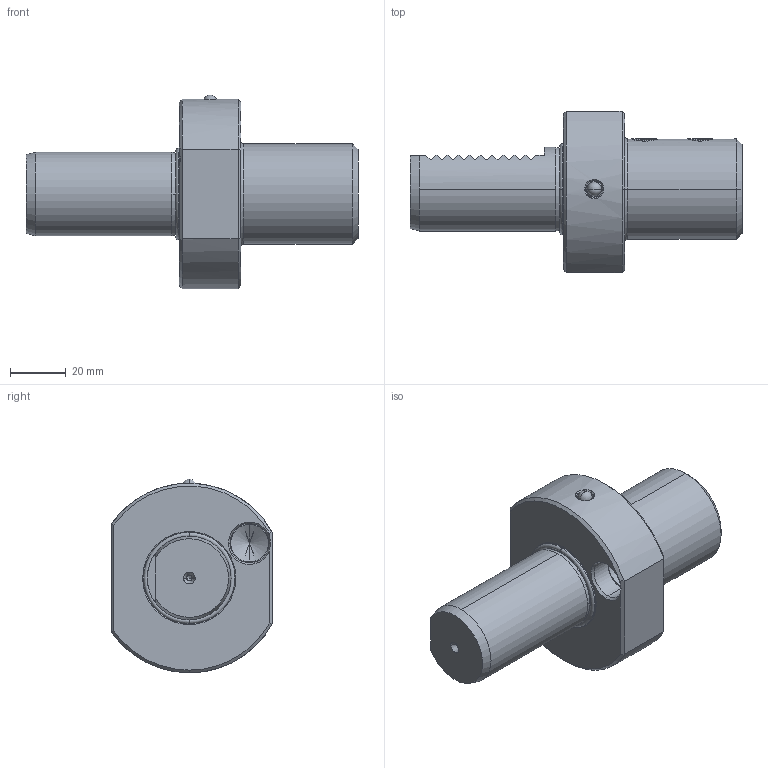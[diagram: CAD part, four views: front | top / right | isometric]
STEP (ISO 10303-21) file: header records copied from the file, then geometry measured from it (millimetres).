
FILE_DESCRIPTION (( 'STEP AP203' ), '1' );
FILE_NAME ('309.51.16.STEP', '2016-11-26T06:25:48', ( '' ), ( '' ), 'SwSTEP 2.0', 'SolidWorks 2012', '' );
FILE_SCHEMA (( 'CONFIG_CONTROL_DESIGN' ));
Products named in the file (7): M10xP1x10 102-91-10; 管螺文螺絲; 309.51.16; 6止水鉚珠; M10xP1x14 102-93-10; O型環; VDI30         E1_16
Assembly tree (6 placements, depth 2):
  309.51.16
    VDI30         E1_16
    M10xP1x14 102-93-10
    6止水鉚珠
    O型環
    M10xP1x10 102-91-10
    管螺文螺絲
Bounding box: 119 x 58 x 69.46 mm (x, y, z)
Volume: 137878.1 mm3; surface area: 29496.7 mm2
Topology: 7 solids, 7 shells, 406 faces, 1050 edges, 656 vertices
Faces by surface type: cylinder 141, cone 135, plane 78, bspline 36, torus 14, sphere 2
Entity records: 40917 total; most frequent: CARTESIAN_POINT 31486, ORIENTED_EDGE 2074, DIRECTION 1541, EDGE_CURVE 1037, VERTEX_POINT 653, AXIS2_PLACEMENT_3D 582, EDGE_LOOP 426, FACE_OUTER_BOUND 406
